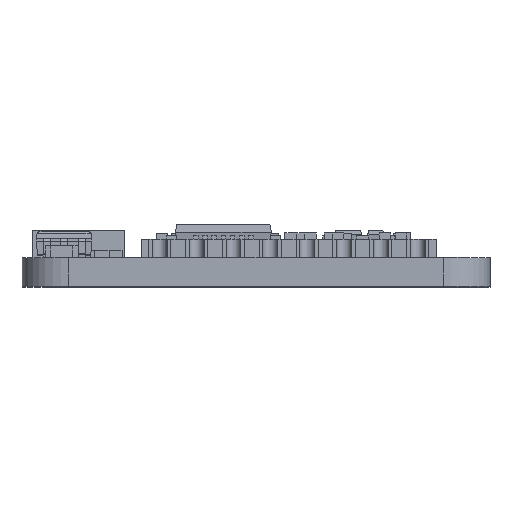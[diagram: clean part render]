
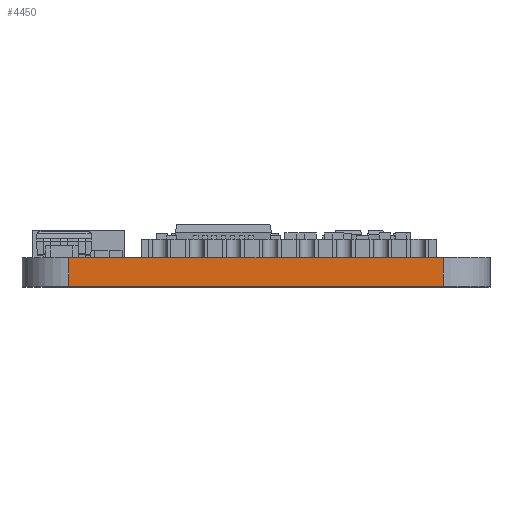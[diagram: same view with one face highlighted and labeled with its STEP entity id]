
A CAD part, top view. The second image highlights one B-rep face of the part: STEP entity #4450.
In plain terms, the highlighted planar face has unit normal (0, 0, 1).
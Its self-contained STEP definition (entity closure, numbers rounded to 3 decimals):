
#993 = CARTESIAN_POINT ( 'NONE',  ( 10.16, -1.57, 14.605 ) ) ;
#1124 = CARTESIAN_POINT ( 'NONE',  ( 10.16, -1.57, 14.605 ) ) ;
#1684 = VECTOR ( 'NONE', #23179, 1000. ) ;
#3711 = LINE ( 'NONE', #993, #1684 ) ;
#4450 = ADVANCED_FACE ( 'NONE', ( #11670 ), #11302, .T. ) ;
#4752 = CARTESIAN_POINT ( 'NONE',  ( -10.16, -1.57, 14.605 ) ) ;
#4792 = VERTEX_POINT ( 'NONE', #4752 ) ;
#5511 = VERTEX_POINT ( 'NONE', #23599 ) ;
#5984 = EDGE_CURVE ( 'NONE', #4792, #7872, #13328, .T. ) ;
#6016 = DIRECTION ( 'NONE',  ( 1., 0., 0. ) ) ;
#7176 = CARTESIAN_POINT ( 'NONE',  ( -10.16, -1.57, 14.605 ) ) ;
#7872 = VERTEX_POINT ( 'NONE', #1124 ) ;
#8957 = ORIENTED_EDGE ( 'NONE', *, *, #18530, .T. ) ;
#11233 = LINE ( 'NONE', #31074, #32347 ) ;
#11302 = PLANE ( 'NONE',  #32752 ) ;
#11670 = FACE_OUTER_BOUND ( 'NONE', #34656, .T. ) ;
#12709 = VERTEX_POINT ( 'NONE', #13946 ) ;
#13328 = LINE ( 'NONE', #24433, #14283 ) ;
#13946 = CARTESIAN_POINT ( 'NONE',  ( 10.16, 0., 14.605 ) ) ;
#14283 = VECTOR ( 'NONE', #35549, 1000. ) ;
#14402 = CARTESIAN_POINT ( 'NONE',  ( -10.16, -1.57, 14.605 ) ) ;
#16424 = ORIENTED_EDGE ( 'NONE', *, *, #5984, .T. ) ;
#18530 = EDGE_CURVE ( 'NONE', #7872, #12709, #3711, .T. ) ;
#19520 = DIRECTION ( 'NONE',  ( 0., 0., 1. ) ) ;
#21550 = DIRECTION ( 'NONE',  ( 0., 1., 0. ) ) ;
#23055 = VECTOR ( 'NONE', #21550, 1000. ) ;
#23179 = DIRECTION ( 'NONE',  ( 0., 1., 0. ) ) ;
#23599 = CARTESIAN_POINT ( 'NONE',  ( -10.16, 0., 14.605 ) ) ;
#24433 = CARTESIAN_POINT ( 'NONE',  ( -10.16, -1.57, 14.605 ) ) ;
#25656 = DIRECTION ( 'NONE',  ( 1., 0., 0. ) ) ;
#26330 = EDGE_CURVE ( 'NONE', #5511, #12709, #11233, .T. ) ;
#27135 = EDGE_CURVE ( 'NONE', #4792, #5511, #35250, .T. ) ;
#30702 = ORIENTED_EDGE ( 'NONE', *, *, #27135, .F. ) ;
#31074 = CARTESIAN_POINT ( 'NONE',  ( -10.16, 0., 14.605 ) ) ;
#32347 = VECTOR ( 'NONE', #25656, 1000. ) ;
#32752 = AXIS2_PLACEMENT_3D ( 'NONE', #14402, #19520, #6016 ) ;
#34656 = EDGE_LOOP ( 'NONE', ( #34995, #30702, #16424, #8957 ) ) ;
#34995 = ORIENTED_EDGE ( 'NONE', *, *, #26330, .F. ) ;
#35250 = LINE ( 'NONE', #7176, #23055 ) ;
#35549 = DIRECTION ( 'NONE',  ( 1., 0., 0. ) ) ;
